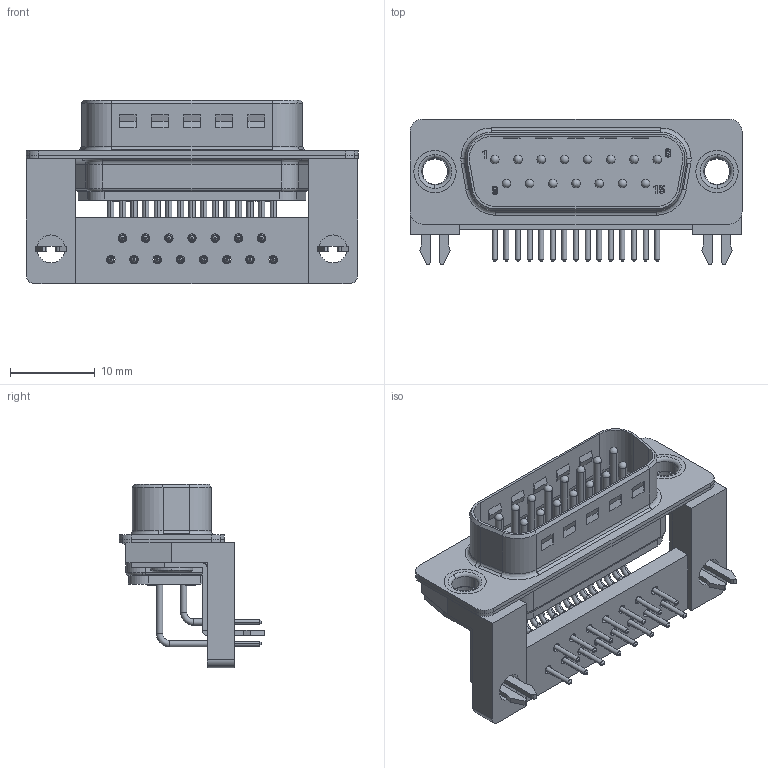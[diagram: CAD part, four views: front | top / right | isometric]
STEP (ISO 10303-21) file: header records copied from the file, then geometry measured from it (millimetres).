
FILE_DESCRIPTION((''),'2;1');
FILE_NAME('212112013.stp','2007-11-05T13:59:38',('martin.rickli'),(''),'Autodesk Inventor 9','Autodesk Inventor 9','');
FILE_SCHEMA(('AUTOMOTIVE_DESIGN { 1 0 10303 214 1 1 1 1 }'));
Length unit declared in the file: millimetre
Products named in the file (10): 052265; 00032a_15; R+B00097f_C19F; R+B00097f_C18F; R+B00151a; R+B00150; 00570; DE002594; R+B00306a; R+B00104b_male
Assembly tree (24 placements, depth 2):
  052265
    00032a_15
    R+B00097f_C19F  x8
    R+B00097f_C18F  x7
    R+B00151a
    R+B00150
    00570
    DE002594
    R+B00306a  x2
    R+B00104b_male  x2
Bounding box: 39.2 x 17.2 x 21.7 mm (x, y, z)
Volume: 2697 mm3; surface area: 7232.9 mm2
Topology: 24 solids, 24 shells, 3102 faces, 7640 edges, 4660 vertices
Faces by surface type: plane 2272, cylinder 407, bspline 224, cone 132, torus 52, sphere 15
Entity records: 33255 total; most frequent: CARTESIAN_POINT 9950, ORIENTED_EDGE 4898, DIRECTION 4765, EDGE_CURVE 2449, AXIS2_PLACEMENT_3D 1706, VERTEX_POINT 1551, VECTOR 1353, LINE 1353
